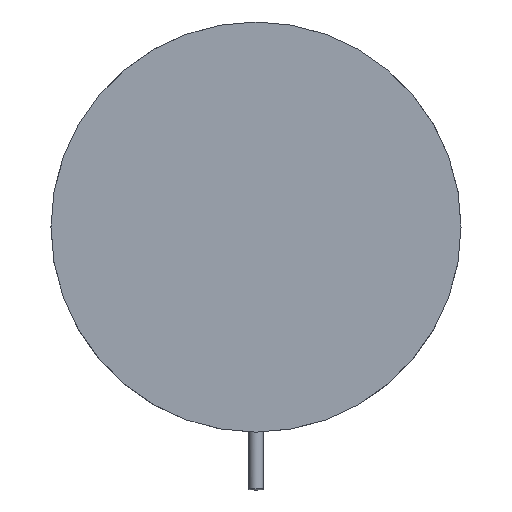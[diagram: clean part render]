
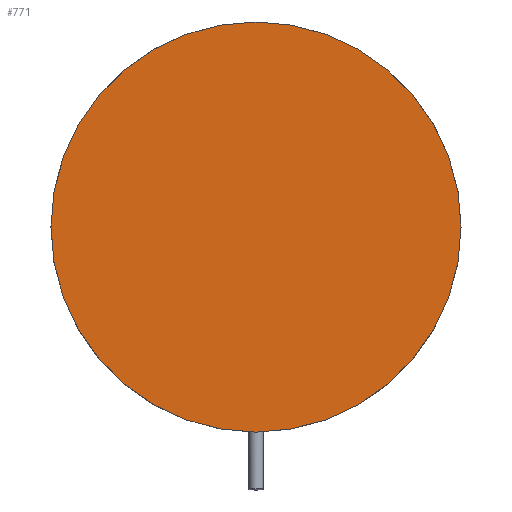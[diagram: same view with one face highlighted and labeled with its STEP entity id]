
A CAD part, front view. The second image highlights one B-rep face of the part: STEP entity #771.
In plain terms, the highlighted face is planar.
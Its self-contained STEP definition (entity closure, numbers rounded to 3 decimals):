
#210=FACE_OUTER_BOUND('',#262,.T.);
#262=EDGE_LOOP('',(#693));
#321=CIRCLE('',#939,85.);
#391=VERTEX_POINT('',#1933);
#493=EDGE_CURVE('',#391,#391,#321,.T.);
#693=ORIENTED_EDGE('',*,*,#493,.F.);
#725=PLANE('',#940);
#771=ADVANCED_FACE('',(#210),#725,.F.);
#939=AXIS2_PLACEMENT_3D('',#1935,#1168,#1169);
#940=AXIS2_PLACEMENT_3D('',#1936,#1170,#1171);
#1168=DIRECTION('center_axis',(0.,0.,1.));
#1169=DIRECTION('ref_axis',(0.,1.,0.));
#1170=DIRECTION('center_axis',(0.,0.,1.));
#1171=DIRECTION('ref_axis',(0.,1.,0.));
#1933=CARTESIAN_POINT('',(0.,-83.,77.5));
#1935=CARTESIAN_POINT('Origin',(0.,2.,77.5));
#1936=CARTESIAN_POINT('Origin',(0.,2.,77.5));
